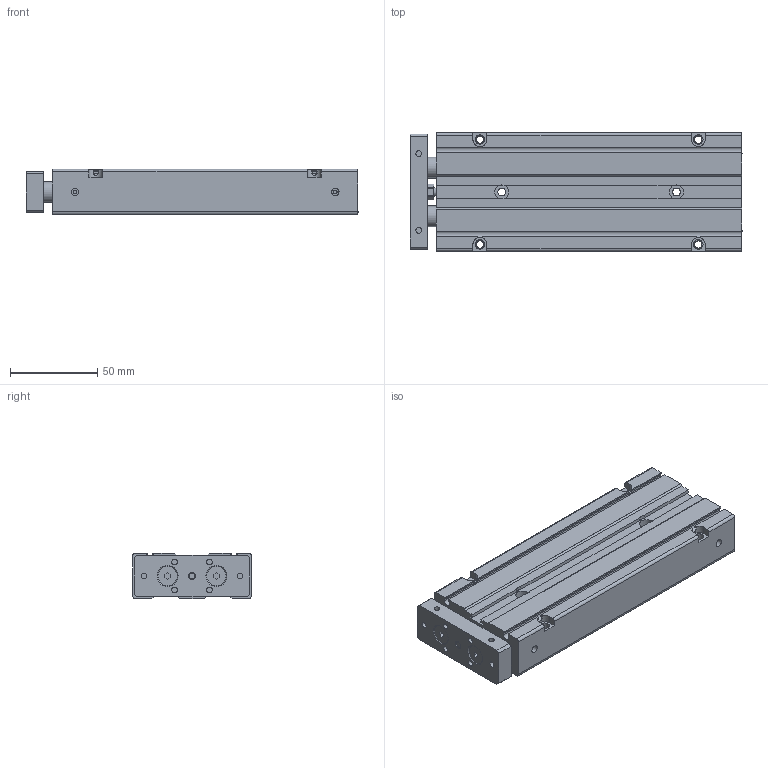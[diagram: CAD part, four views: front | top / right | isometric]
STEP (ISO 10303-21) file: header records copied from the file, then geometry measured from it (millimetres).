
FILE_DESCRIPTION((''),'2;1');
FILE_NAME('DPCO20X125.STEP','2012-11-28T10:07:23',('Administrator'),(''),'CADlook_v9.0','Cimatron E 8.0','');
FILE_SCHEMA(('AUTOMOTIVE_DESIGN { 1 2 10303 214 0 1 1 1 }'));
Length unit declared in the file: millimetre
Bounding box: 190 x 68 x 26 mm (x, y, z)
Volume: 290023.6 mm3; surface area: 73225.7 mm2
Topology: 2 solids, 2 shells, 221 faces, 595 edges, 406 vertices
Faces by surface type: plane 142, cylinder 76, cone 3
Full cylindrical faces by diameter (mm): 2 x2, 3.3 x12, 4.2 x4, 4.3 x2, 4.5 x2, 5 x1, 5.4 x4, 7 x1, 8 x4, 12 x4
Entity records: 8779 total; most frequent: CARTESIAN_POINT 1304, DIRECTION 1194, ORIENTED_EDGE 1112, EDGE_CURVE 556, AXIS2_PLACEMENT_3D 420, VERTEX_POINT 406, VECTOR 354, LINE 354
